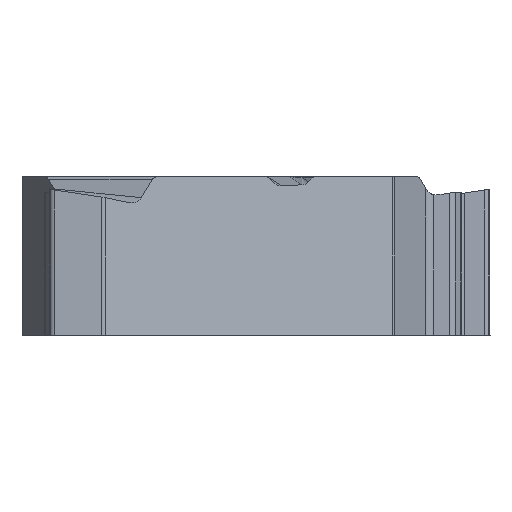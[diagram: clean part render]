
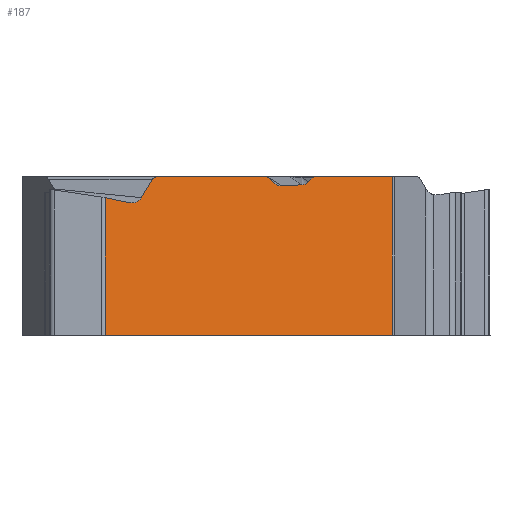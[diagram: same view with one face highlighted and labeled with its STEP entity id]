
A CAD part, front view. The second image highlights one B-rep face of the part: STEP entity #187.
In plain terms, the highlighted planar face has unit normal (0.5, -0.866, 0).
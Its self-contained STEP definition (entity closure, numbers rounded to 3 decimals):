
#187=ADVANCED_FACE('',(#338),#285,.F.);
#285=PLANE('',#2133);
#338=FACE_OUTER_BOUND('',#442,.T.);
#442=EDGE_LOOP('',(#998,#999,#1000,#1001,#1002,#1003,#1004,#1005,#1006,
#1007,#1008,#1009,#1010,#1011,#1012,#1013));
#588=LINE('',#3255,#762);
#589=LINE('',#3257,#763);
#590=LINE('',#3259,#764);
#591=LINE('',#3261,#765);
#592=LINE('',#3263,#766);
#593=LINE('',#3267,#767);
#594=LINE('',#3283,#768);
#595=LINE('',#3299,#769);
#596=LINE('',#3303,#770);
#597=LINE('',#3307,#771);
#762=VECTOR('',#2428,1.);
#763=VECTOR('',#2429,1.);
#764=VECTOR('',#2430,1.);
#765=VECTOR('',#2431,1.);
#766=VECTOR('',#2432,1.);
#767=VECTOR('',#2435,1.);
#768=VECTOR('',#2436,1.);
#769=VECTOR('',#2437,1.);
#770=VECTOR('',#2440,1.);
#771=VECTOR('',#2443,1.);
#998=ORIENTED_EDGE('',*,*,#1766,.T.);
#999=ORIENTED_EDGE('',*,*,#1767,.F.);
#1000=ORIENTED_EDGE('',*,*,#1768,.T.);
#1001=ORIENTED_EDGE('',*,*,#1769,.F.);
#1002=ORIENTED_EDGE('',*,*,#1770,.T.);
#1003=ORIENTED_EDGE('',*,*,#1771,.F.);
#1004=ORIENTED_EDGE('',*,*,#1772,.F.);
#1005=ORIENTED_EDGE('',*,*,#1773,.F.);
#1006=ORIENTED_EDGE('',*,*,#1774,.F.);
#1007=ORIENTED_EDGE('',*,*,#1775,.F.);
#1008=ORIENTED_EDGE('',*,*,#1776,.F.);
#1009=ORIENTED_EDGE('',*,*,#1777,.F.);
#1010=ORIENTED_EDGE('',*,*,#1778,.F.);
#1011=ORIENTED_EDGE('',*,*,#1779,.F.);
#1012=ORIENTED_EDGE('',*,*,#1780,.F.);
#1013=ORIENTED_EDGE('',*,*,#1781,.F.);
#1554=VERTEX_POINT('',#3253);
#1555=VERTEX_POINT('',#3254);
#1556=VERTEX_POINT('',#3256);
#1557=VERTEX_POINT('',#3258);
#1558=VERTEX_POINT('',#3260);
#1559=VERTEX_POINT('',#3262);
#1560=VERTEX_POINT('',#3264);
#1561=VERTEX_POINT('',#3266);
#1562=VERTEX_POINT('',#3268);
#1563=VERTEX_POINT('',#3282);
#1564=VERTEX_POINT('',#3284);
#1565=VERTEX_POINT('',#3298);
#1566=VERTEX_POINT('',#3300);
#1567=VERTEX_POINT('',#3302);
#1568=VERTEX_POINT('',#3304);
#1569=VERTEX_POINT('',#3306);
#1766=EDGE_CURVE('',#1554,#1555,#1992,.T.);
#1767=EDGE_CURVE('',#1556,#1555,#588,.T.);
#1768=EDGE_CURVE('',#1556,#1557,#589,.T.);
#1769=EDGE_CURVE('',#1558,#1557,#590,.T.);
#1770=EDGE_CURVE('',#1558,#1559,#591,.T.);
#1771=EDGE_CURVE('',#1560,#1559,#592,.T.);
#1772=EDGE_CURVE('',#1561,#1560,#1993,.T.);
#1773=EDGE_CURVE('',#1562,#1561,#593,.T.);
#1774=EDGE_CURVE('',#1563,#1562,#2029,.T.);
#1775=EDGE_CURVE('',#1564,#1563,#594,.T.);
#1776=EDGE_CURVE('',#1565,#1564,#2030,.T.);
#1777=EDGE_CURVE('',#1566,#1565,#595,.T.);
#1778=EDGE_CURVE('',#1567,#1566,#1994,.T.);
#1779=EDGE_CURVE('',#1568,#1567,#596,.T.);
#1780=EDGE_CURVE('',#1569,#1568,#1995,.T.);
#1781=EDGE_CURVE('',#1554,#1569,#597,.T.);
#1992=ELLIPSE('',#2129,0.368,0.32);
#1993=ELLIPSE('',#2130,0.15,0.15);
#1994=ELLIPSE('',#2131,0.167,0.15);
#1995=ELLIPSE('',#2132,0.177,0.15);
#2029=B_SPLINE_CURVE_WITH_KNOTS('',3,(#3269,#3270,#3271,#3272,#3273,#3274,
#3275,#3276,#3277,#3278,#3279,#3280,#3281),.UNSPECIFIED.,.F.,.F.,(4,3,3,
3,4),(0.,0.249,0.498,0.746,1.),
 .UNSPECIFIED.);
#2030=B_SPLINE_CURVE_WITH_KNOTS('',3,(#3285,#3286,#3287,#3288,#3289,#3290,
#3291,#3292,#3293,#3294,#3295,#3296,#3297),.UNSPECIFIED.,.F.,.F.,(4,3,3,
3,4),(0.,0.234,0.468,0.701,1.),
 .UNSPECIFIED.);
#2129=AXIS2_PLACEMENT_3D('',#3252,#2426,#2427);
#2130=AXIS2_PLACEMENT_3D('',#3265,#2433,#2434);
#2131=AXIS2_PLACEMENT_3D('',#3301,#2438,#2439);
#2132=AXIS2_PLACEMENT_3D('',#3305,#2441,#2442);
#2133=AXIS2_PLACEMENT_3D('',#3308,#2444,#2445);
#2426=DIRECTION('',(-0.5,0.866,0.));
#2427=DIRECTION('',(-0.853,-0.492,0.174));
#2428=DIRECTION('',(0.853,0.492,-0.174));
#2429=DIRECTION('',(0.,0.,-1.));
#2430=DIRECTION('',(-0.866,-0.5,0.));
#2431=DIRECTION('',(0.,0.,1.));
#2432=DIRECTION('',(0.866,0.5,0.));
#2433=DIRECTION('',(-0.5,0.866,0.));
#2434=DIRECTION('',(0.866,0.5,0.));
#2435=DIRECTION('',(0.658,0.38,0.651));
#2436=DIRECTION('',(0.865,0.5,0.043));
#2437=DIRECTION('',(0.686,0.396,-0.611));
#2438=DIRECTION('',(-0.5,0.866,0.));
#2439=DIRECTION('',(-0.866,-0.5,0.));
#2440=DIRECTION('',(0.866,0.5,0.));
#2441=DIRECTION('',(-0.5,0.866,0.));
#2442=DIRECTION('',(-0.866,-0.5,0.));
#2443=DIRECTION('',(0.497,0.287,0.819));
#2444=DIRECTION('',(-0.5,0.866,0.));
#2445=DIRECTION('',(0.,0.,-1.));
#3252=CARTESIAN_POINT('',(-1.787,-6.531,-0.043));
#3253=CARTESIAN_POINT('',(-1.515,-6.374,-0.221));
#3254=CARTESIAN_POINT('',(-1.835,-6.559,-0.358));
#3255=CARTESIAN_POINT('',(4.866,-2.69,-1.723));
#3256=CARTESIAN_POINT('',(-2.493,-6.939,-0.224));
#3257=CARTESIAN_POINT('',(-2.493,-6.939,-5.47));
#3258=CARTESIAN_POINT('',(-2.493,-6.939,-3.97));
#3259=CARTESIAN_POINT('',(-0.367,-5.711,-3.97));
#3260=CARTESIAN_POINT('',(5.32,-2.428,-3.97));
#3261=CARTESIAN_POINT('',(5.32,-2.428,3.35));
#3262=CARTESIAN_POINT('',(5.32,-2.428,0.35));
#3263=CARTESIAN_POINT('',(-0.367,-5.711,0.35));
#3264=CARTESIAN_POINT('',(3.222,-3.639,0.35));
#3265=CARTESIAN_POINT('',(3.222,-3.639,0.2));
#3266=CARTESIAN_POINT('',(3.137,-3.688,0.314));
#3267=CARTESIAN_POINT('',(0.982,-4.932,-1.818));
#3268=CARTESIAN_POINT('',(3.029,-3.75,0.207));
#3269=CARTESIAN_POINT('',(2.857,-3.85,0.128));
#3270=CARTESIAN_POINT('',(2.873,-3.841,0.129));
#3271=CARTESIAN_POINT('',(2.888,-3.832,0.132));
#3272=CARTESIAN_POINT('',(2.904,-3.823,0.135));
#3273=CARTESIAN_POINT('',(2.919,-3.814,0.139));
#3274=CARTESIAN_POINT('',(2.934,-3.805,0.144));
#3275=CARTESIAN_POINT('',(2.949,-3.797,0.151));
#3276=CARTESIAN_POINT('',(2.963,-3.789,0.158));
#3277=CARTESIAN_POINT('',(2.977,-3.78,0.166));
#3278=CARTESIAN_POINT('',(2.99,-3.773,0.175));
#3279=CARTESIAN_POINT('',(3.004,-3.765,0.184));
#3280=CARTESIAN_POINT('',(3.017,-3.757,0.195));
#3281=CARTESIAN_POINT('',(3.029,-3.75,0.207));
#3282=CARTESIAN_POINT('',(2.857,-3.85,0.128));
#3283=CARTESIAN_POINT('',(-0.365,-5.71,-0.03));
#3284=CARTESIAN_POINT('',(2.296,-4.173,0.101));
#3285=CARTESIAN_POINT('',(2.124,-4.273,0.163));
#3286=CARTESIAN_POINT('',(2.136,-4.266,0.152));
#3287=CARTESIAN_POINT('',(2.148,-4.259,0.143));
#3288=CARTESIAN_POINT('',(2.161,-4.252,0.136));
#3289=CARTESIAN_POINT('',(2.173,-4.245,0.128));
#3290=CARTESIAN_POINT('',(2.186,-4.237,0.121));
#3291=CARTESIAN_POINT('',(2.2,-4.229,0.116));
#3292=CARTESIAN_POINT('',(2.214,-4.221,0.111));
#3293=CARTESIAN_POINT('',(2.228,-4.213,0.107));
#3294=CARTESIAN_POINT('',(2.242,-4.205,0.104));
#3295=CARTESIAN_POINT('',(2.26,-4.195,0.101));
#3296=CARTESIAN_POINT('',(2.278,-4.184,0.1));
#3297=CARTESIAN_POINT('',(2.296,-4.173,0.101));
#3298=CARTESIAN_POINT('',(2.124,-4.273,0.163));
#3299=CARTESIAN_POINT('',(4.076,-3.146,-1.576));
#3300=CARTESIAN_POINT('',(1.954,-4.371,0.314));
#3301=CARTESIAN_POINT('',(1.861,-4.425,0.2));
#3302=CARTESIAN_POINT('',(1.861,-4.425,0.35));
#3303=CARTESIAN_POINT('',(5.129,-2.538,0.35));
#3304=CARTESIAN_POINT('',(-1.082,-6.124,0.35));
#3305=CARTESIAN_POINT('',(-1.082,-6.124,0.2));
#3306=CARTESIAN_POINT('',(-1.213,-6.2,0.277));
#3307=CARTESIAN_POINT('',(0.761,-5.06,3.532));
#3308=CARTESIAN_POINT('',(-0.367,-5.711,0.));
